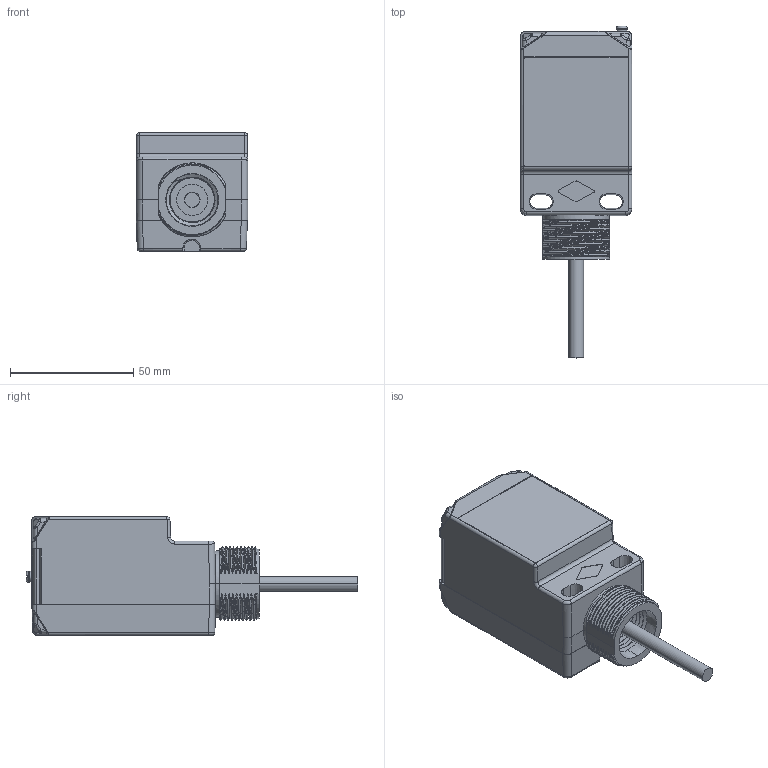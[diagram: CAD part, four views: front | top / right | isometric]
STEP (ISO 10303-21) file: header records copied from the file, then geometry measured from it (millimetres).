
FILE_DESCRIPTION((''),'2;1');
FILE_NAME('RLK61_CB_ASM','2011-05-09T',('sereneee'),(''),'PRO/ENGINEER BY PARAMETRIC TECHNOLOGY CORPORATION, 2006140','PRO/ENGINEER BY PARAMETRIC TECHNOLOGY CORPORATION, 2006140','');
FILE_SCHEMA(('CONFIG_CONTROL_DESIGN'));
Length unit declared in the file: millimetre
Products named in the file (12): MSBR-10; MSBR-9; MSBR-8; MSBR-7; MSBR-6; MSBR-5; MSBR-4; MSBR-3; MSBR-2; MSBR-1; _RLK61_CB; RLK61_CB_ASM
Assembly tree (11 placements, depth 2):
  RLK61_CB_ASM
    MSBR-10
    MSBR-9
    MSBR-8
    MSBR-7
    MSBR-6
    MSBR-5
    MSBR-4
    MSBR-3
    MSBR-2
    MSBR-1
    _RLK61_CB
Bounding box: 45.15 x 134.46 x 48.1 mm (x, y, z)
Volume: 27065.3 mm3; surface area: 52676.8 mm2
Topology: 10 solids, 11 shells, 1332 faces, 3722 edges, 2423 vertices
Faces by surface type: plane 859, cylinder 219, cone 130, bspline 99, torus 19, extrusion 4, sphere 2
Entity records: 53471 total; most frequent: CARTESIAN_POINT 19977, ORIENTED_EDGE 7432, DIRECTION 6155, EDGE_CURVE 3722, VECTOR 2505, LINE 2501, VERTEX_POINT 2423, AXIS2_PLACEMENT_3D 1825
